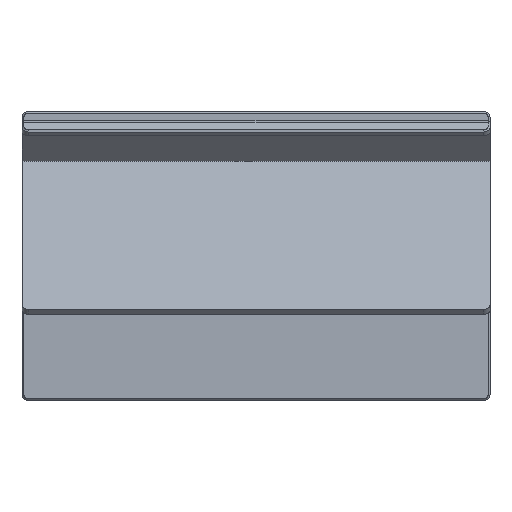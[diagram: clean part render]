
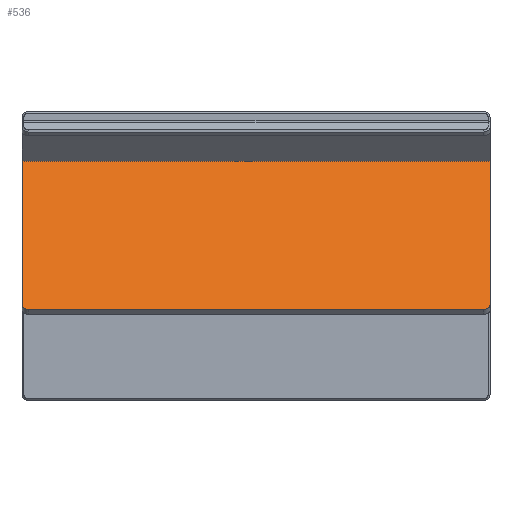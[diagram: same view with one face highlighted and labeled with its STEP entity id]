
A CAD part, top view. The second image highlights one B-rep face of the part: STEP entity #536.
In plain terms, the highlighted planar face has unit normal (0, 0.707, 0.707).
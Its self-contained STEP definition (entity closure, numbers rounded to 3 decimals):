
#148=CARTESIAN_POINT('',(-140.423,134.575,23.533));
#149=VERTEX_POINT('',#148);
#156=CARTESIAN_POINT('',(126.577,134.575,23.533));
#157=VERTEX_POINT('',#156);
#158=CARTESIAN_POINT('',(126.577,134.575,23.533));
#159=DIRECTION('',(-1.,0.,0.));
#160=VECTOR('',#159,267.);
#161=LINE('',#158,#160);
#162=EDGE_CURVE('',#157,#149,#161,.T.);
#292=CARTESIAN_POINT('',(-140.423,52.409,105.698));
#293=VERTEX_POINT('',#292);
#300=CARTESIAN_POINT('',(-140.423,52.409,105.698));
#301=DIRECTION('',(0.,0.707,-0.707));
#302=VECTOR('',#301,116.2);
#303=LINE('',#300,#302);
#304=EDGE_CURVE('',#293,#149,#303,.T.);
#404=CARTESIAN_POINT('',(126.577,52.409,105.698));
#405=VERTEX_POINT('',#404);
#406=CARTESIAN_POINT('',(126.577,52.409,105.698));
#407=DIRECTION('',(0.,0.707,-0.707));
#408=VECTOR('',#407,116.2);
#409=LINE('',#406,#408);
#410=EDGE_CURVE('',#405,#157,#409,.T.);
#502=CARTESIAN_POINT('',(-6.923,49.934,108.173));
#503=DIRECTION('',(-0.,-0.707,-0.707));
#504=DIRECTION('',(-1.,0.,0.));
#505=AXIS2_PLACEMENT_3D('',#502,#503,#504);
#506=PLANE('',#505);
#507=CARTESIAN_POINT('',(123.077,49.934,108.173));
#508=VERTEX_POINT('',#507);
#509=CARTESIAN_POINT('',(-136.923,49.934,108.173));
#510=VERTEX_POINT('',#509);
#511=CARTESIAN_POINT('',(123.077,49.934,108.173));
#512=DIRECTION('',(-1.,0.,0.));
#513=VECTOR('',#512,260.);
#514=LINE('',#511,#513);
#515=EDGE_CURVE('',#508,#510,#514,.T.);
#516=ORIENTED_EDGE('',*,*,#515,.F.);
#517=CARTESIAN_POINT('',(123.077,52.409,105.698));
#518=DIRECTION('',(0.,0.707,0.707));
#519=DIRECTION('',(0.,0.707,-0.707));
#520=AXIS2_PLACEMENT_3D('',#517,#518,#519);
#521=CIRCLE('',#520,3.5);
#522=EDGE_CURVE('',#508,#405,#521,.T.);
#523=ORIENTED_EDGE('',*,*,#522,.T.);
#524=ORIENTED_EDGE('',*,*,#410,.T.);
#525=ORIENTED_EDGE('',*,*,#162,.T.);
#526=ORIENTED_EDGE('',*,*,#304,.F.);
#527=CARTESIAN_POINT('',(-136.923,52.409,105.698));
#528=DIRECTION('',(0.,0.707,0.707));
#529=DIRECTION('',(0.,0.707,-0.707));
#530=AXIS2_PLACEMENT_3D('',#527,#528,#529);
#531=CIRCLE('',#530,3.5);
#532=EDGE_CURVE('',#293,#510,#531,.T.);
#533=ORIENTED_EDGE('',*,*,#532,.T.);
#534=EDGE_LOOP('',(#516,#523,#524,#525,#526,#533));
#535=FACE_BOUND('',#534,.T.);
#536=ADVANCED_FACE('',(#535),#506,.F.);
